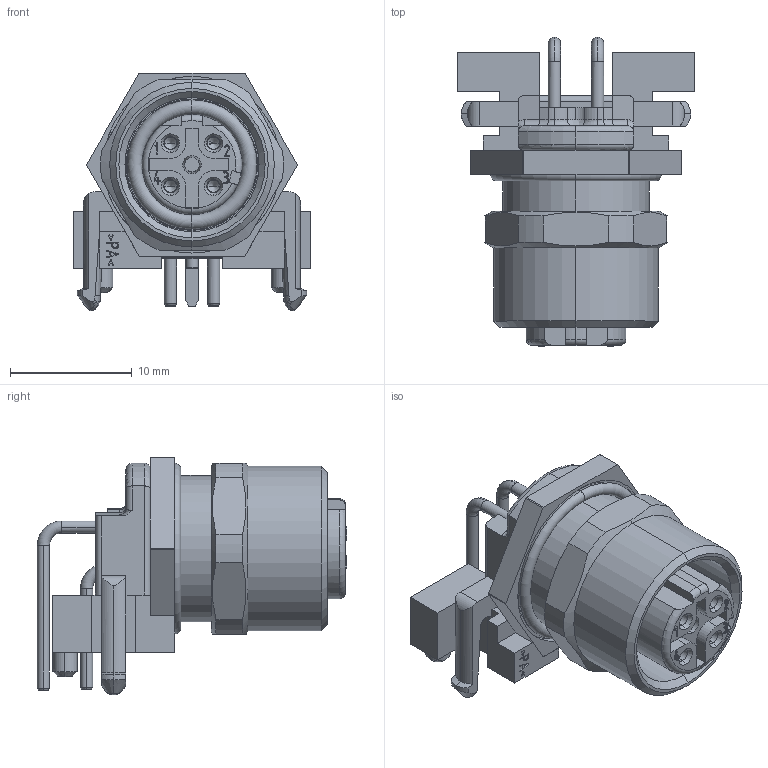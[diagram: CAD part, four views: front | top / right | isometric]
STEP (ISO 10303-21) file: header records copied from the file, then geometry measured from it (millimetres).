
FILE_DESCRIPTION(('CATIA V5 STEP Exchange','CAx-IF Rec.Pracs.--- Model Styling and Organization---1.4--- 2014-01-23'),'2;1');
FILE_NAME ('012890-2_2_1393470000_1393470000.stp','2019-07-03T11:17:13+00:00',('none'),('Weidmueller'),'CATIA Version 5-6 Release 2016 SP3 HF44','CATIA V5 STEP AP214','none');
FILE_SCHEMA(('AUTOMOTIVE_DESIGN { 1 0 10303 214 1 1 1 1 }'));
Length unit declared in the file: millimetre
Products named in the file (1): 1393470000
Bounding box: 19.5 x 25.37 x 19.48 mm (x, y, z)
Volume: 2699.8 mm3; surface area: 3687.6 mm2
Topology: 8 solids, 8 shells, 515 faces, 1447 edges, 950 vertices
Faces by surface type: plane 199, cylinder 135, cone 72, extrusion 46, torus 39, bspline 12, sphere 12
Entity records: 18675 total; most frequent: CARTESIAN_POINT 6394, ORIENTED_EDGE 2850, DIRECTION 1944, EDGE_CURVE 1425, VERTEX_POINT 948, AXIS2_PLACEMENT_3D 800, VECTOR 707, LINE 661
